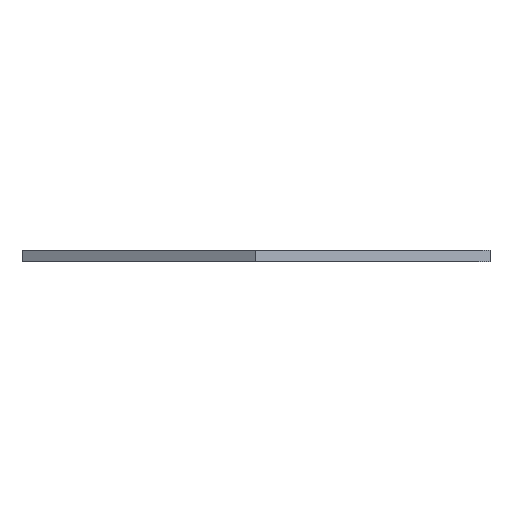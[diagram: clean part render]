
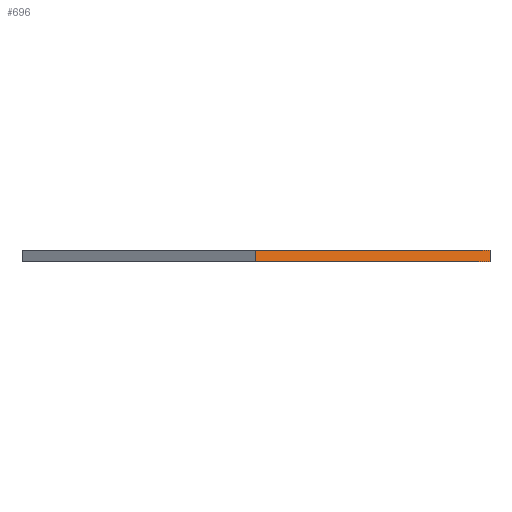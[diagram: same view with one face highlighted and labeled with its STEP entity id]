
A CAD part, front view. The second image highlights one B-rep face of the part: STEP entity #696.
In plain terms, the highlighted planar face has unit normal (0.5, -0.866, 0).
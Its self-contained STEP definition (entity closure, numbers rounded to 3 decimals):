
#66=PLANE('',#790);
#98=FACE_OUTER_BOUND('',#130,.T.);
#130=EDGE_LOOP('',(#573,#574,#575,#576));
#216=LINE('',#1164,#258);
#217=LINE('',#1167,#259);
#218=LINE('',#1169,#260);
#219=LINE('',#1170,#261);
#258=VECTOR('',#980,10.);
#259=VECTOR('',#983,10.);
#260=VECTOR('',#984,10.);
#261=VECTOR('',#985,10.);
#369=VERTEX_POINT('',#1160);
#370=VERTEX_POINT('',#1162);
#371=VERTEX_POINT('',#1166);
#372=VERTEX_POINT('',#1168);
#456=EDGE_CURVE('',#369,#370,#216,.T.);
#457=EDGE_CURVE('',#371,#369,#217,.T.);
#458=EDGE_CURVE('',#372,#370,#218,.T.);
#459=EDGE_CURVE('',#371,#372,#219,.T.);
#573=ORIENTED_EDGE('',*,*,#457,.T.);
#574=ORIENTED_EDGE('',*,*,#456,.T.);
#575=ORIENTED_EDGE('',*,*,#458,.F.);
#576=ORIENTED_EDGE('',*,*,#459,.F.);
#696=ADVANCED_FACE('',(#98),#66,.T.);
#790=AXIS2_PLACEMENT_3D('',#1165,#981,#982);
#980=DIRECTION('',(0.,0.,1.));
#981=DIRECTION('center_axis',(0.5,-0.866,0.));
#982=DIRECTION('ref_axis',(0.866,0.5,0.));
#983=DIRECTION('',(0.866,0.5,0.));
#984=DIRECTION('',(0.866,0.5,0.));
#985=DIRECTION('',(0.,0.,1.));
#1160=CARTESIAN_POINT('',(242.487,0.,0.));
#1162=CARTESIAN_POINT('',(242.487,0.,6.));
#1164=CARTESIAN_POINT('',(242.487,0.,0.));
#1165=CARTESIAN_POINT('Origin',(121.244,-70.,0.));
#1166=CARTESIAN_POINT('',(121.244,-70.,0.));
#1167=CARTESIAN_POINT('',(121.244,-70.,0.));
#1168=CARTESIAN_POINT('',(121.244,-70.,6.));
#1169=CARTESIAN_POINT('',(121.244,-70.,6.));
#1170=CARTESIAN_POINT('',(121.244,-70.,0.));
